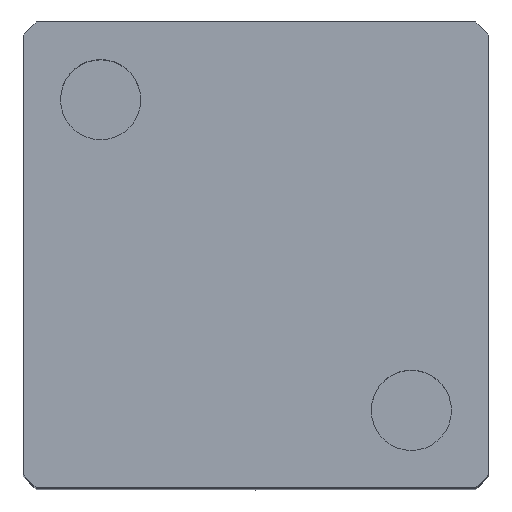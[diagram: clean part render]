
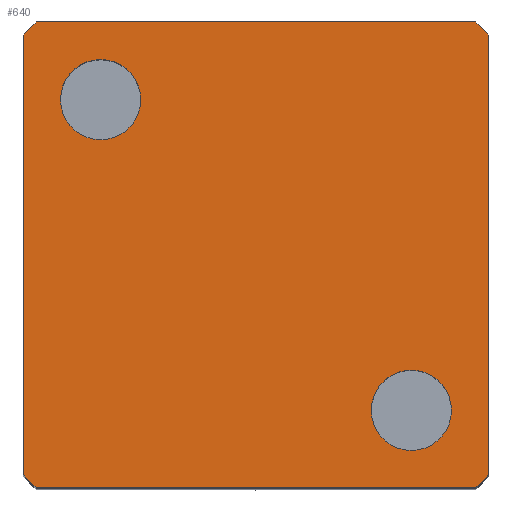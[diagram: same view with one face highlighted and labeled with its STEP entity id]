
A CAD part, top view. The second image highlights one B-rep face of the part: STEP entity #640.
In plain terms, the highlighted planar face has unit normal (0, 0, 1).
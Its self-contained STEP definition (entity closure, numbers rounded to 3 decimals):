
#42=LINE('',#1034,#78);
#45=LINE('',#1044,#81);
#50=LINE('',#1086,#86);
#51=LINE('',#1087,#87);
#78=VECTOR('',#845,22.65);
#81=VECTOR('',#856,22.65);
#86=VECTOR('',#913,22.65);
#87=VECTOR('',#914,22.65);
#120=PLANE('',#721);
#141=FACE_BOUND('',#239,.T.);
#142=FACE_BOUND('',#240,.T.);
#180=FACE_OUTER_BOUND('',#238,.T.);
#238=EDGE_LOOP('',(#535,#536,#537,#538,#539,#540,#541,#542));
#239=EDGE_LOOP('',(#543));
#240=EDGE_LOOP('',(#544));
#269=CIRCLE('',#690,16.5);
#271=CIRCLE('',#694,16.5);
#276=CIRCLE('',#710,2.067);
#278=CIRCLE('',#714,2.067);
#280=CIRCLE('',#718,16.5);
#281=CIRCLE('',#720,16.5);
#319=VERTEX_POINT('',#1026);
#320=VERTEX_POINT('',#1028);
#321=VERTEX_POINT('',#1032);
#323=VERTEX_POINT('',#1038);
#324=VERTEX_POINT('',#1042);
#329=VERTEX_POINT('',#1064);
#331=VERTEX_POINT('',#1070);
#333=VERTEX_POINT('',#1076);
#334=VERTEX_POINT('',#1078);
#335=VERTEX_POINT('',#1082);
#385=EDGE_CURVE('',#320,#319,#269,.T.);
#388=EDGE_CURVE('',#321,#319,#42,.T.);
#391=EDGE_CURVE('',#321,#323,#271,.T.);
#393=EDGE_CURVE('',#324,#323,#45,.T.);
#399=EDGE_CURVE('',#329,#329,#276,.T.);
#401=EDGE_CURVE('',#331,#331,#278,.T.);
#404=EDGE_CURVE('',#334,#333,#280,.T.);
#407=EDGE_CURVE('',#324,#335,#281,.T.);
#408=EDGE_CURVE('',#334,#335,#50,.T.);
#409=EDGE_CURVE('',#320,#333,#51,.T.);
#535=ORIENTED_EDGE('',*,*,#385,.T.);
#536=ORIENTED_EDGE('',*,*,#388,.F.);
#537=ORIENTED_EDGE('',*,*,#391,.T.);
#538=ORIENTED_EDGE('',*,*,#393,.F.);
#539=ORIENTED_EDGE('',*,*,#407,.T.);
#540=ORIENTED_EDGE('',*,*,#408,.F.);
#541=ORIENTED_EDGE('',*,*,#404,.T.);
#542=ORIENTED_EDGE('',*,*,#409,.F.);
#543=ORIENTED_EDGE('',*,*,#399,.T.);
#544=ORIENTED_EDGE('',*,*,#401,.T.);
#640=ADVANCED_FACE('',(#180,#141,#142),#120,.T.);
#690=AXIS2_PLACEMENT_3D('',#1029,#839,#840);
#694=AXIS2_PLACEMENT_3D('',#1040,#851,#852);
#710=AXIS2_PLACEMENT_3D('',#1065,#886,#887);
#714=AXIS2_PLACEMENT_3D('',#1071,#894,#895);
#718=AXIS2_PLACEMENT_3D('',#1079,#903,#904);
#720=AXIS2_PLACEMENT_3D('',#1084,#909,#910);
#721=AXIS2_PLACEMENT_3D('',#1085,#911,#912);
#839=DIRECTION('center_axis',(0.,0.,1.));
#840=DIRECTION('ref_axis',(-0.686,0.727,0.));
#845=DIRECTION('',(0.,-1.,0.));
#851=DIRECTION('center_axis',(0.,0.,1.));
#852=DIRECTION('ref_axis',(-0.727,-0.686,0.));
#856=DIRECTION('',(1.,0.,0.));
#886=DIRECTION('center_axis',(0.,0.,-1.));
#887=DIRECTION('ref_axis',(1.,0.,0.));
#894=DIRECTION('center_axis',(0.,0.,-1.));
#895=DIRECTION('ref_axis',(1.,0.,0.));
#903=DIRECTION('center_axis',(0.,0.,1.));
#904=DIRECTION('ref_axis',(0.727,0.686,0.));
#909=DIRECTION('center_axis',(0.,0.,1.));
#910=DIRECTION('ref_axis',(0.686,-0.727,0.));
#911=DIRECTION('center_axis',(0.,0.,1.));
#912=DIRECTION('ref_axis',(1.,0.,0.));
#913=DIRECTION('',(0.,1.,0.));
#914=DIRECTION('',(-1.,0.,0.));
#1026=CARTESIAN_POINT('',(12.,-11.325,58.));
#1028=CARTESIAN_POINT('',(11.325,-12.,58.));
#1029=CARTESIAN_POINT('Origin',(0.,0.,58.));
#1032=CARTESIAN_POINT('',(12.,11.325,58.));
#1034=CARTESIAN_POINT('',(12.,-12.,58.));
#1038=CARTESIAN_POINT('',(11.325,12.,58.));
#1040=CARTESIAN_POINT('Origin',(0.,0.,58.));
#1042=CARTESIAN_POINT('',(-11.325,12.,58.));
#1044=CARTESIAN_POINT('',(12.,12.,58.));
#1064=CARTESIAN_POINT('',(10.067,-8.,58.));
#1065=CARTESIAN_POINT('Origin',(8.,-8.,58.));
#1070=CARTESIAN_POINT('',(-5.933,8.,58.));
#1071=CARTESIAN_POINT('Origin',(-8.,8.,58.));
#1076=CARTESIAN_POINT('',(-11.325,-12.,58.));
#1078=CARTESIAN_POINT('',(-12.,-11.325,58.));
#1079=CARTESIAN_POINT('Origin',(0.,0.,58.));
#1082=CARTESIAN_POINT('',(-12.,11.325,58.));
#1084=CARTESIAN_POINT('Origin',(0.,0.,58.));
#1085=CARTESIAN_POINT('Origin',(0.,0.,
58.));
#1086=CARTESIAN_POINT('',(-12.,12.,58.));
#1087=CARTESIAN_POINT('',(-12.,-12.,58.));
